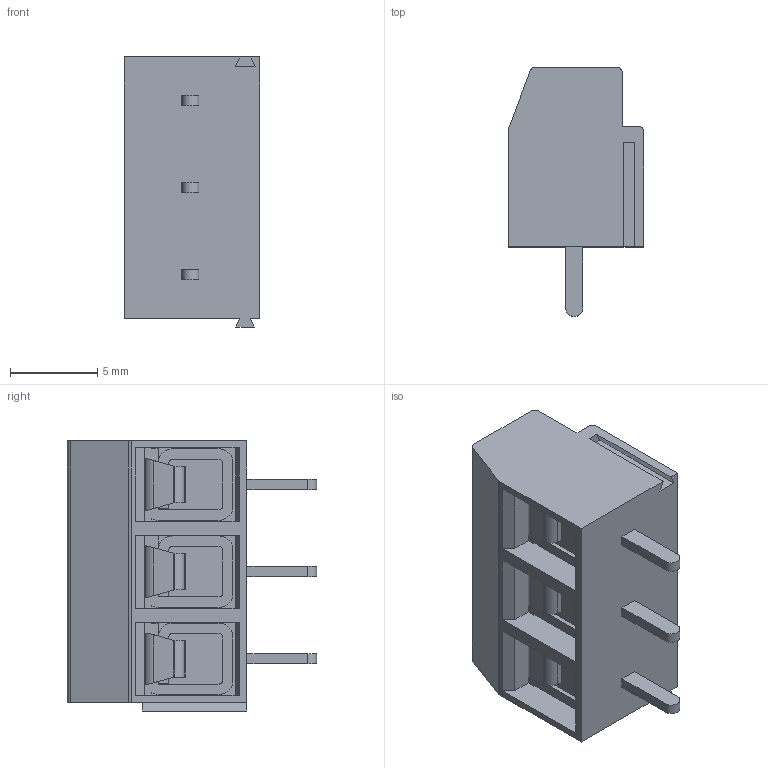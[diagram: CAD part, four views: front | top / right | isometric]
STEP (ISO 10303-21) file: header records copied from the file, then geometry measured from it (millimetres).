
FILE_DESCRIPTION (( 'STEP AP214' ), '1' );
FILE_NAME ('CUI_DEVICES_TB003-500-P03BE.step', '2019-10-21T07:24:28', ( '' ), ( '' ), 'SwSTEP 2.0', 'SolidWorks 2019', '' );
FILE_SCHEMA (( 'AUTOMOTIVE_DESIGN' ));
Length unit declared in the file: millimetre
Products named in the file (2): CUI_DEVICES_TB003-500-P03BE; TB003-500-03P_Blue - P
Assembly tree (1 placements, depth 2):
  CUI_DEVICES_TB003-500-P03BE
    TB003-500-03P_Blue - P
Bounding box: 7.8 x 14.3 x 15.5 mm (x, y, z)
Volume: 963.2 mm3; surface area: 1049.8 mm2
Topology: 4 solids, 4 shells, 246 faces, 666 edges, 440 vertices
Faces by surface type: plane 164, cylinder 58, torus 12, cone 6, bspline 6
Entity records: 9236 total; most frequent: CARTESIAN_POINT 2427, ORIENTED_EDGE 1332, DIRECTION 1231, EDGE_CURVE 666, LINE 463, VECTOR 463, VERTEX_POINT 440, AXIS2_PLACEMENT_3D 384
